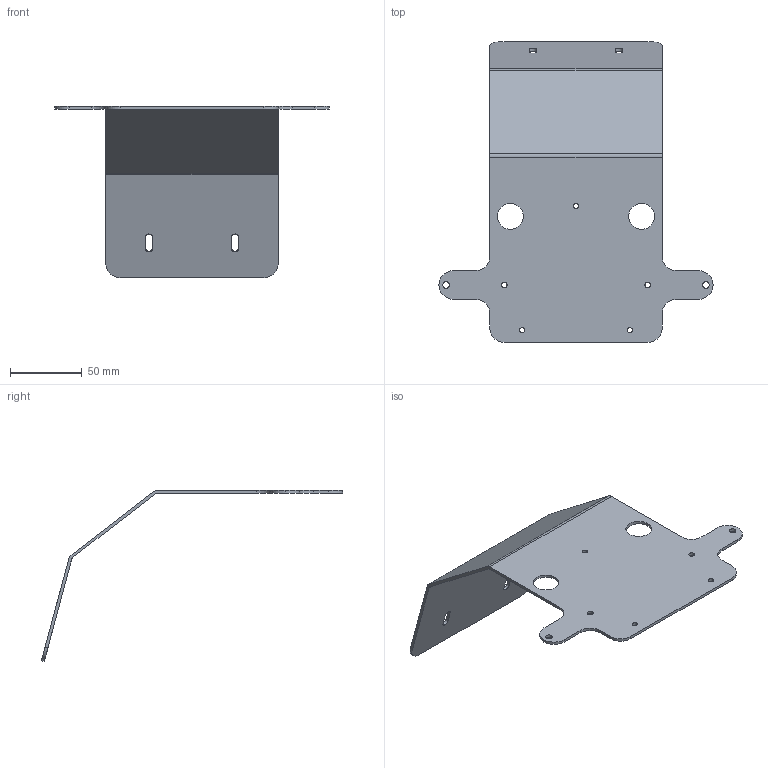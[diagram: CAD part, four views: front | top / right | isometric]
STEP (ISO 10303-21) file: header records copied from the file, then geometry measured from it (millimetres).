
FILE_DESCRIPTION (( 'STEP AP203' ), '1' );
FILE_NAME ('MS001-A.02.002JS.1.1MS001-A外壳上部固定钣金.step', '2021-08-27T10:45:59', ( 'Windows User' ), ( 'P R C' ), 'SwSTEP 2.0', 'SolidWorks 2016', '' );
FILE_SCHEMA (( 'CONFIG_CONTROL_DESIGN' ));
Length unit declared in the file: millimetre
Products named in the file (1): MS001-A.02.002JS.1.1MS001-A外壳上部固定钣金
Bounding box: 191 x 209.78 x 119.3 mm (x, y, z)
Volume: 68380.7 mm3; surface area: 70686.6 mm2
Topology: 1 solids, 1 shells, 59 faces, 171 edges, 114 vertices
Faces by surface type: cylinder 39, plane 20
Entity records: 2104 total; most frequent: DIRECTION 369, CARTESIAN_POINT 345, ORIENTED_EDGE 342, EDGE_CURVE 171, AXIS2_PLACEMENT_3D 138, VERTEX_POINT 114, VECTOR 93, LINE 93
